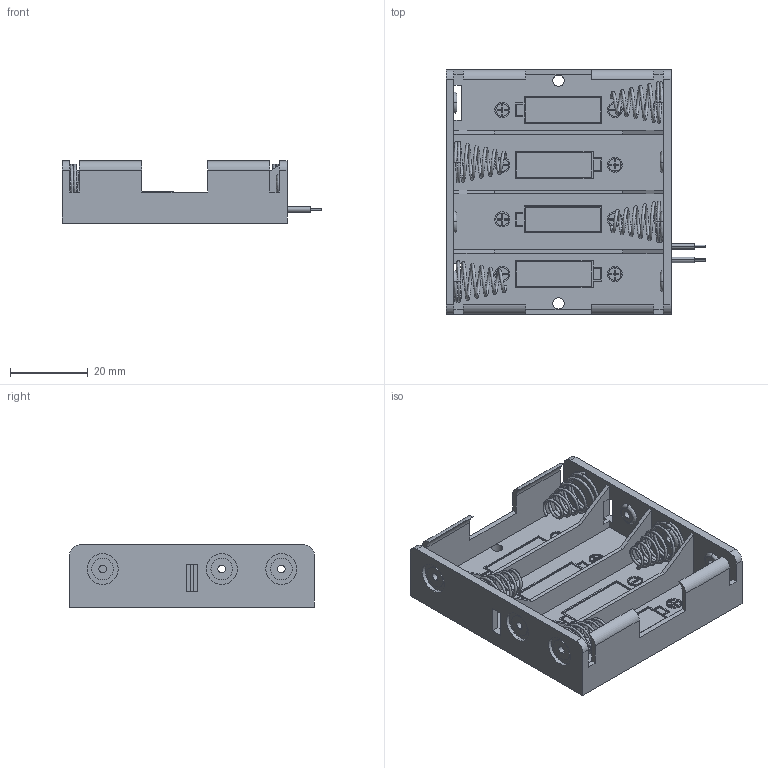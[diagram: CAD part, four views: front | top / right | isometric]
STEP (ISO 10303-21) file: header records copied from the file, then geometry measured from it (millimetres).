
FILE_DESCRIPTION (( 'STEP AP214' ), '1' );
FILE_NAME ('471B9CA7-2DD8-4E7B-B412-AEBE28F42DC0.STEP', '2024-03-18T17:11:50', ( '' ), ( '' ), 'SwSTEP 2.0', 'SolidWorks 2022', '' );
FILE_SCHEMA (( 'AUTOMOTIVE_DESIGN' ));
Length unit declared in the file: millimetre
Products named in the file (1): 471B9CA7-2DD8-4E7B-B412-AEBE28F42DC0
Bounding box: 67 x 63 x 16 mm (x, y, z)
Volume: 13284.4 mm3; surface area: 18210.1 mm2
Topology: 5 solids, 5 shells, 366 faces, 894 edges, 596 vertices
Faces by surface type: plane 238, cylinder 100, bspline 28
Entity records: 27868 total; most frequent: CARTESIAN_POINT 15059, ORIENTED_EDGE 1788, DIRECTION 1736, EDGE_CURVE 894, LINE 610, VECTOR 610, VERTEX_POINT 596, AXIS2_PLACEMENT_3D 563
